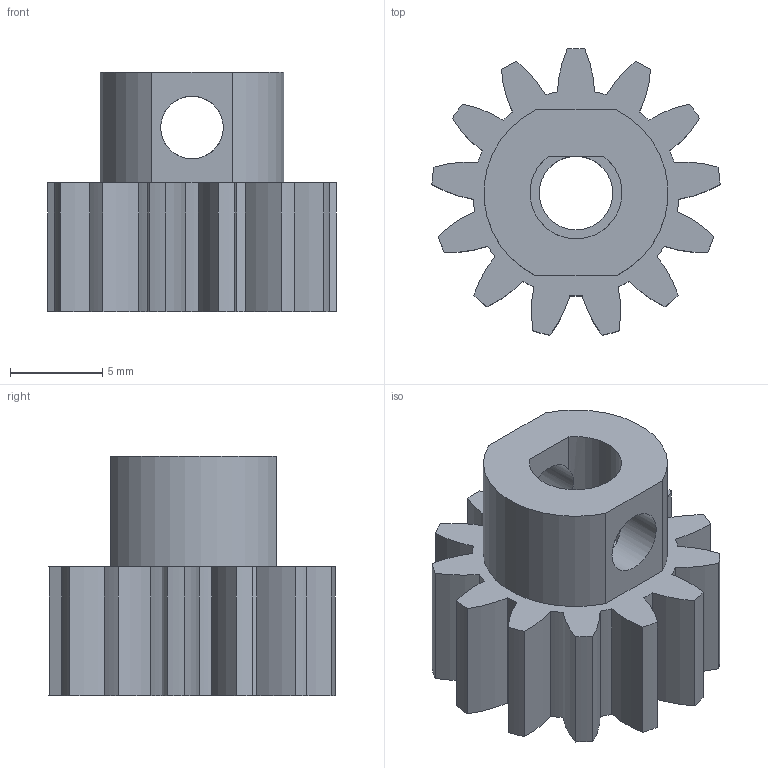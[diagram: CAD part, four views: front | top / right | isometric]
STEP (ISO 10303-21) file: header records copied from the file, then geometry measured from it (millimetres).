
FILE_DESCRIPTION(/* description */ (''),/* implementation_level */ '2;1');
FILE_NAME(/* name */ 'Spur Gear1_ipt_b98a01a5.STEP',/* time_stamp */ '2022-06-02T14:50:40+03:00',/* author */ ('Sulieman DAHER'),/* organization */ (''),/* preprocessor_version */ 'ST-DEVELOPER v16.13',/* originating_system */ 'Autodesk Inventor 2018',/* authorisation */ '');
FILE_SCHEMA (('AUTOMOTIVE_DESIGN { 1 0 10303 214 3 1 1 }'));
Length unit declared in the file: millimetre
Products named in the file (1): Spur Gear1
Bounding box: 15.65 x 15.55 x 13 mm (x, y, z)
Volume: 1234.5 mm3; surface area: 1234.2 mm2
Topology: 1 solids, 1 shells, 66 faces, 191 edges, 127 vertices
Faces by surface type: cylinder 58, plane 8
Full cylindrical faces by diameter (mm): 3.4 x2, 4 x1
Entity records: 2307 total; most frequent: DIRECTION 433, CARTESIAN_POINT 430, ORIENTED_EDGE 372, EDGE_CURVE 186, AXIS2_PLACEMENT_3D 183, VERTEX_POINT 125, CIRCLE 116, EDGE_LOOP 75
